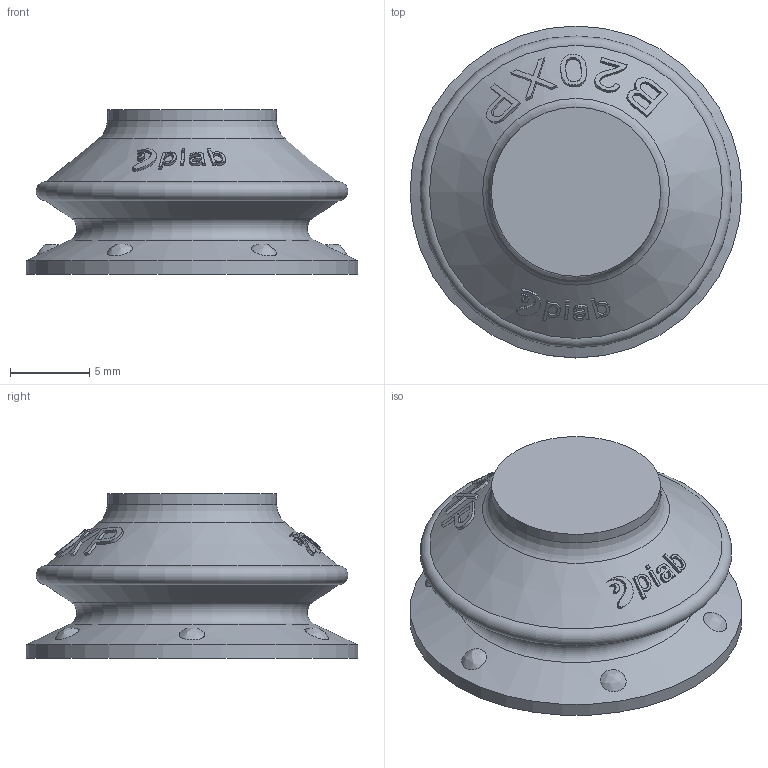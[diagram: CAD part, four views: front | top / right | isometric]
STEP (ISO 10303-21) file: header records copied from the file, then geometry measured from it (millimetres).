
FILE_DESCRIPTION( ( 'Unknown' ), '1' );
FILE_NAME( 'SE-0405940.stp', 'Unknown', ( 'Unknown' ), ( 'Unknown' ), 'PSStep 17.0.49', 'Unknown', ' ' );
FILE_SCHEMA( ( 'AUTOMOTIVE_DESIGN { 1 0 10303 214 1 1 1 1 }' ) );
Length unit declared in the file: millimetre
Products named in the file (1): 3150292
Bounding box: 21 x 21 x 10.4 mm (x, y, z)
Volume: 2155.9 mm3; surface area: 1284.6 mm2
Topology: 1 solids, 5 shells, 158 faces, 373 edges, 249 vertices
Faces by surface type: plane 51, cylinder 47, bspline 26, cone 22, extrusion 9, torus 3
Full cylindrical faces by diameter (mm): 10.698 x1, 21 x1
Entity records: 7906 total; most frequent: CARTESIAN_POINT 3456, ORIENTED_EDGE 712, DIRECTION 474, EDGE_CURVE 356, VERTEX_POINT 246, EDGE_LOOP 195, B_SPLINE_CURVE_WITH_KNOTS 195, AXIS2_PLACEMENT_3D 171
